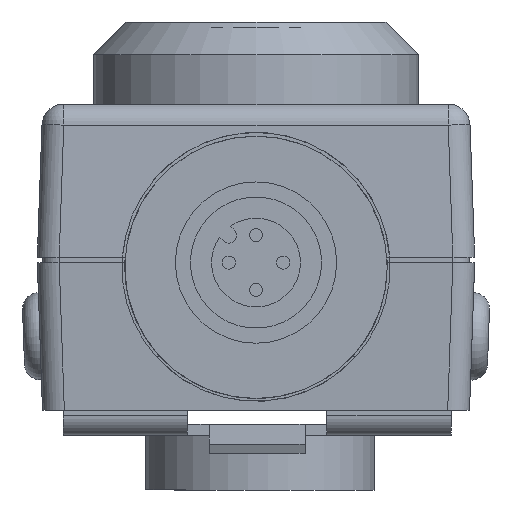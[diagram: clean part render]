
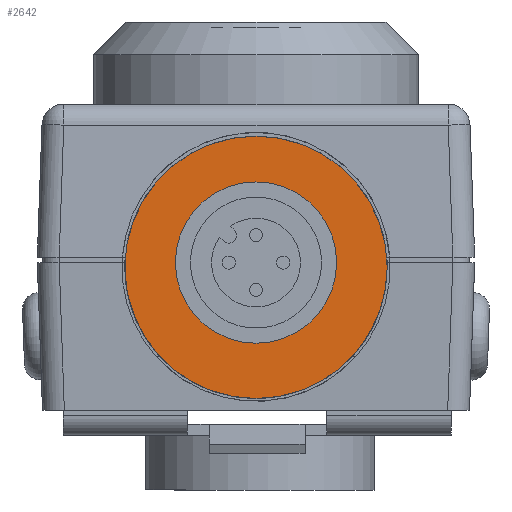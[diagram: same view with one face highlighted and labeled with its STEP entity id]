
A CAD part, front view. The second image highlights one B-rep face of the part: STEP entity #2642.
In plain terms, the highlighted planar face has unit normal (0, -1, 0).
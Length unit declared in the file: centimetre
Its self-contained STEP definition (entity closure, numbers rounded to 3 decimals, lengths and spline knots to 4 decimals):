
#726=PLANE('',#2829);
#852=VERTEX_POINT('',#3881);
#853=VERTEX_POINT('',#3887);
#1050=CIRCLE('',#2819,0.7375);
#1053=CIRCLE('',#2824,1.2);
#1205=EDGE_CURVE('',#852,#852,#1050,.T.);
#1208=EDGE_CURVE('',#853,#853,#1053,.T.);
#1608=ORIENTED_EDGE('',*,*,#1205,.T.);
#1609=ORIENTED_EDGE('',*,*,#1208,.F.);
#2243=EDGE_LOOP('',(#1608));
#2244=EDGE_LOOP('',(#1609));
#2453=FACE_BOUND('',#2243,.T.);
#2454=FACE_BOUND('',#2244,.T.);
#2642=ADVANCED_FACE('',(#2453,#2454),#726,.T.);
#2819=AXIS2_PLACEMENT_3D('',#3880,#3164,#3165);
#2824=AXIS2_PLACEMENT_3D('',#3886,#3173,#3174);
#2829=AXIS2_PLACEMENT_3D('',#3900,#3185,$);
#3164=DIRECTION('',(0.,1.,0.));
#3165=DIRECTION('',(0.738,0.,0.));
#3173=DIRECTION('',(0.,1.,0.));
#3174=DIRECTION('',(1.2,0.,0.));
#3185=DIRECTION('',(0.,-1.,0.));
#3880=CARTESIAN_POINT('',(0.,-5.45,0.));
#3881=CARTESIAN_POINT('',(0.7375,-5.45,0.));
#3886=CARTESIAN_POINT('',(0.,-5.45,-0.0435));
#3887=CARTESIAN_POINT('',(1.2,-5.45,-0.0435));
#3900=CARTESIAN_POINT('',(0.,-5.45,-0.0435));
